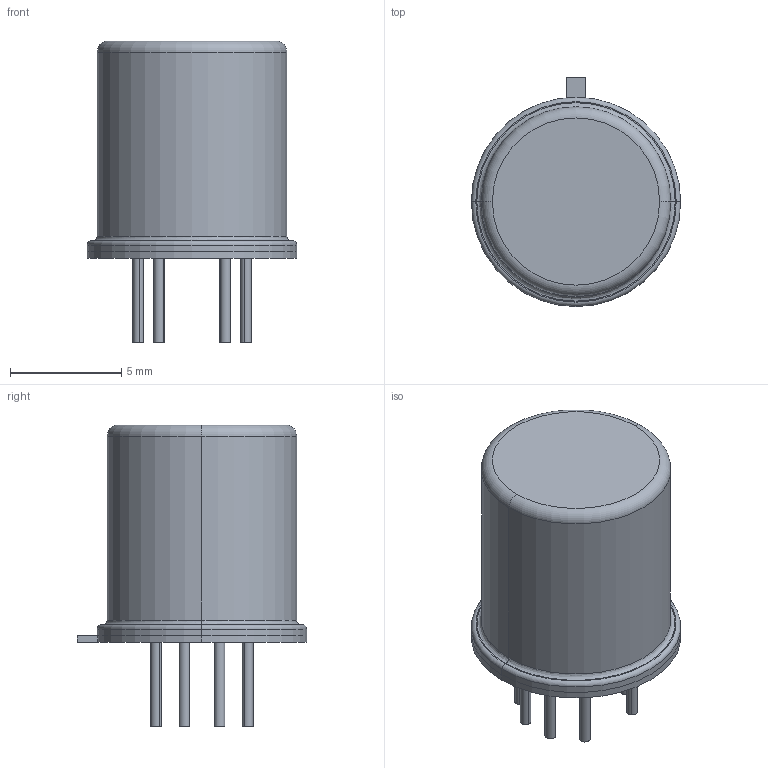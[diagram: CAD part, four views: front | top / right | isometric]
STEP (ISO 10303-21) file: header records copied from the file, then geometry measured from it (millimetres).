
FILE_DESCRIPTION((''),'2;1');
FILE_NAME('REL_TELEDYNE_TO-5-8.stp','2013-10-30T09:58:49',(''),(''),'Mechanical Desktop 2011','Mechanical Desktop 2011',', , ');
FILE_SCHEMA(('AUTOMOTIVE_DESIGN { 1 2 10303 214 1 1 1 1 }'));
Length unit declared in the file: millimetre
Products named in the file (1): Product
Bounding box: 9.4 x 10.29 x 13.56 mm (x, y, z)
Volume: 569.5 mm3; surface area: 581.4 mm2
Topology: 11 solids, 11 shells, 55 faces, 90 edges, 58 vertices
Faces by surface type: plane 26, cylinder 23, torus 4, bspline 2
Entity records: 1416 total; most frequent: CARTESIAN_POINT 292, DIRECTION 256, ORIENTED_EDGE 180, AXIS2_PLACEMENT_3D 112, EDGE_CURVE 90, VERTEX_POINT 58, CIRCLE 58, EDGE_LOOP 56
